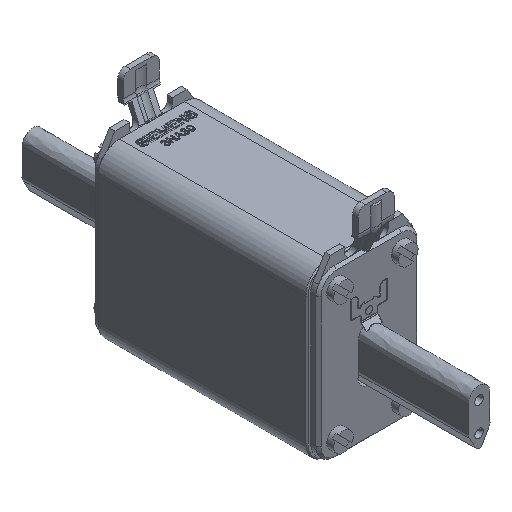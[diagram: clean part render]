
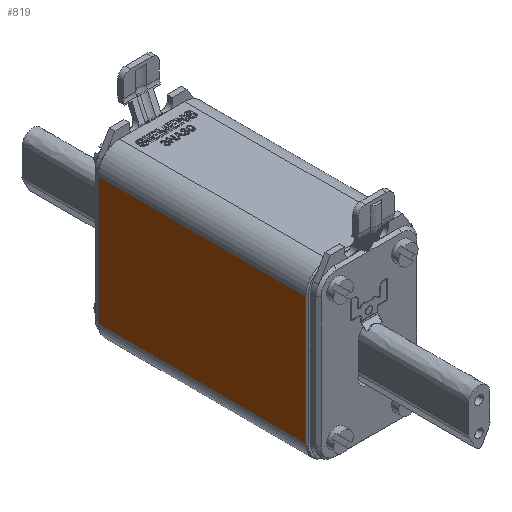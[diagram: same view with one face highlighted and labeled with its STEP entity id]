
A CAD part, isometric view. The second image highlights one B-rep face of the part: STEP entity #819.
In plain terms, the highlighted planar face has unit normal (-1, 0, 0).
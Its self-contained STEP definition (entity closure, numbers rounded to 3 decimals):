
#819=ADVANCED_FACE('NONE',(#2088),#2089,.T.);
#2088=FACE_OUTER_BOUND('',#3778,.T.);
#2089=PLANE('',#3779);
#3778=EDGE_LOOP('',(#9144,#9145,#9146,#9147));
#3779=AXIS2_PLACEMENT_3D('',#9148,#9149,#9150);
#9144=ORIENTED_EDGE('',*,*,#13525,.T.);
#9145=ORIENTED_EDGE('',*,*,#13528,.T.);
#9146=ORIENTED_EDGE('',*,*,#13504,.F.);
#9147=ORIENTED_EDGE('',*,*,#13529,.T.);
#9148=CARTESIAN_POINT('',(0.,91.1,41.4));
#9149=DIRECTION('',(-1.0,0.0,0.0));
#9150=DIRECTION('',(0.0,-1.0,0.0));
#13504=EDGE_CURVE('NONE',#16162,#16163,#16164,.T.);
#13525=EDGE_CURVE('NONE',#16194,#16192,#16195,.T.);
#13528=EDGE_CURVE('NONE',#16192,#16163,#16198,.T.);
#13529=EDGE_CURVE('NONE',#16162,#16194,#16199,.T.);
#16162=VERTEX_POINT('NONE',#21314);
#16163=VERTEX_POINT('NONE',#21315);
#16164=LINE('',#21316,#21317);
#16192=VERTEX_POINT('NONE',#21353);
#16194=VERTEX_POINT('NONE',#21355);
#16195=LINE('',#21356,#21357);
#16198=LINE('',#21360,#21361);
#16199=LINE('',#21362,#21363);
#21314=CARTESIAN_POINT('',(0.,90.8,41.4));
#21315=CARTESIAN_POINT('',(0.,33.1,41.4));
#21316=CARTESIAN_POINT('',(0.,91.1,41.4));
#21317=VECTOR('',#25739,1000.0);
#21353=CARTESIAN_POINT('',(0.,33.1,6.));
#21355=CARTESIAN_POINT('',(0.,90.8,6.));
#21356=CARTESIAN_POINT('',(0.,91.1,6.));
#21357=VECTOR('',#25769,1000.0);
#21360=CARTESIAN_POINT('',(0.,33.1,41.4));
#21361=VECTOR('',#25773,1000.0);
#21362=CARTESIAN_POINT('',(0.,90.8,6.));
#21363=VECTOR('',#25774,1000.0);
#25739=DIRECTION('',(0.0,-1.0,0.0));
#25769=DIRECTION('',(0.0,-1.0,0.0));
#25773=DIRECTION('',(0.0,0.0,1.0));
#25774=DIRECTION('',(0.0,0.0,-1.0));
